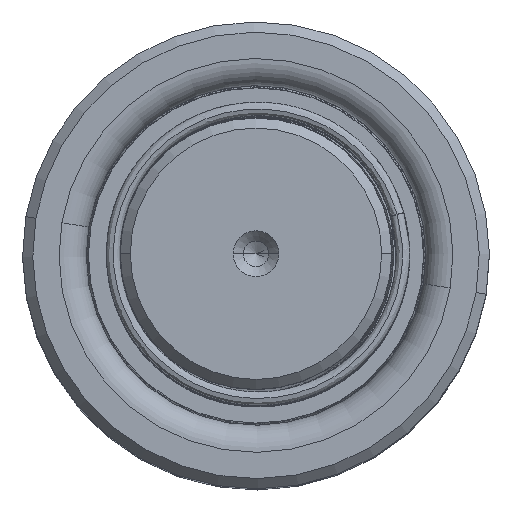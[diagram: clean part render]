
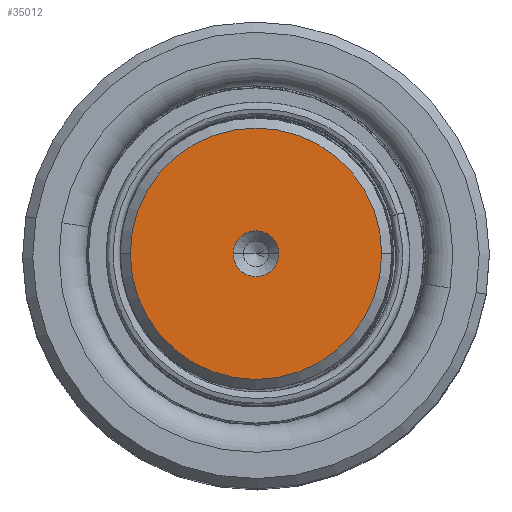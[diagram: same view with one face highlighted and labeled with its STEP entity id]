
A CAD part, top view. The second image highlights one B-rep face of the part: STEP entity #35012.
In plain terms, the highlighted planar face has unit normal (0, 0, 1).
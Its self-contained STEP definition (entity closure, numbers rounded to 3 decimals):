
#1470 = VERTEX_POINT ( 'NONE', #24436 ) ;
#3056 = EDGE_CURVE ( 'NONE', #11792, #17060, #16909, .T. ) ;
#3172 = VERTEX_POINT ( 'NONE', #30164 ) ;
#4694 = CARTESIAN_POINT ( 'NONE',  ( 0., 0., 190. ) ) ;
#5230 = EDGE_CURVE ( 'NONE', #3172, #1470, #15429, .T. ) ;
#5496 = FACE_OUTER_BOUND ( 'NONE', #36601, .T. ) ;
#6619 = DIRECTION ( 'NONE',  ( 0., 0., 1. ) ) ;
#6795 = CARTESIAN_POINT ( 'NONE',  ( -2.7, 0., 190. ) ) ;
#7072 = ORIENTED_EDGE ( 'NONE', *, *, #5230, .T. ) ;
#11050 = ORIENTED_EDGE ( 'NONE', *, *, #19717, .T. ) ;
#11792 = VERTEX_POINT ( 'NONE', #6795 ) ;
#13439 = AXIS2_PLACEMENT_3D ( 'NONE', #15098, #46536, #14521 ) ;
#14521 = DIRECTION ( 'NONE',  ( 1., 0., 0. ) ) ;
#14643 = DIRECTION ( 'NONE',  ( 0., 0., 1. ) ) ;
#15098 = CARTESIAN_POINT ( 'NONE',  ( 0., 0., 190. ) ) ;
#15429 = CIRCLE ( 'NONE', #55022, 14.812 ) ;
#15450 = DIRECTION ( 'NONE',  ( 1., 0., 0. ) ) ;
#16909 = CIRCLE ( 'NONE', #24125, 2.7 ) ;
#16996 = EDGE_LOOP ( 'NONE', ( #28958, #19963 ) ) ;
#17060 = VERTEX_POINT ( 'NONE', #35453 ) ;
#19218 = AXIS2_PLACEMENT_3D ( 'NONE', #4694, #31779, #40237 ) ;
#19717 = EDGE_CURVE ( 'NONE', #1470, #3172, #19830, .T. ) ;
#19830 = CIRCLE ( 'NONE', #13439, 14.812 ) ;
#19963 = ORIENTED_EDGE ( 'NONE', *, *, #3056, .F. ) ;
#20158 = CARTESIAN_POINT ( 'NONE',  ( 0., 0., 190. ) ) ;
#21854 = DIRECTION ( 'NONE',  ( 0., 0., 1. ) ) ;
#24125 = AXIS2_PLACEMENT_3D ( 'NONE', #20158, #6619, #15450 ) ;
#24436 = CARTESIAN_POINT ( 'NONE',  ( -14.812, 0., 190. ) ) ;
#28958 = ORIENTED_EDGE ( 'NONE', *, *, #53636, .F. ) ;
#29400 = FACE_BOUND ( 'NONE', #16996, .T. ) ;
#30164 = CARTESIAN_POINT ( 'NONE',  ( 14.812, 0., 190. ) ) ;
#30335 = DIRECTION ( 'NONE',  ( 1., 0., 0. ) ) ;
#31779 = DIRECTION ( 'NONE',  ( 0., 0., 1. ) ) ;
#35012 = ADVANCED_FACE ( 'NONE', ( #29400, #5496 ), #47651, .T. ) ;
#35453 = CARTESIAN_POINT ( 'NONE',  ( 2.7, 0., 190. ) ) ;
#36601 = EDGE_LOOP ( 'NONE', ( #11050, #7072 ) ) ;
#39969 = CARTESIAN_POINT ( 'NONE',  ( 0., 0., 190. ) ) ;
#40237 = DIRECTION ( 'NONE',  ( 1., 0., 0. ) ) ;
#44594 = CIRCLE ( 'NONE', #19218, 2.7 ) ;
#45490 = DIRECTION ( 'NONE',  ( 1., 0., 0. ) ) ;
#46536 = DIRECTION ( 'NONE',  ( 0., 0., 1. ) ) ;
#46585 = AXIS2_PLACEMENT_3D ( 'NONE', #39969, #21854, #30335 ) ;
#47651 = PLANE ( 'NONE',  #46585 ) ;
#53636 = EDGE_CURVE ( 'NONE', #17060, #11792, #44594, .T. ) ;
#55022 = AXIS2_PLACEMENT_3D ( 'NONE', #55104, #14643, #45490 ) ;
#55104 = CARTESIAN_POINT ( 'NONE',  ( 0., 0., 190. ) ) ;
